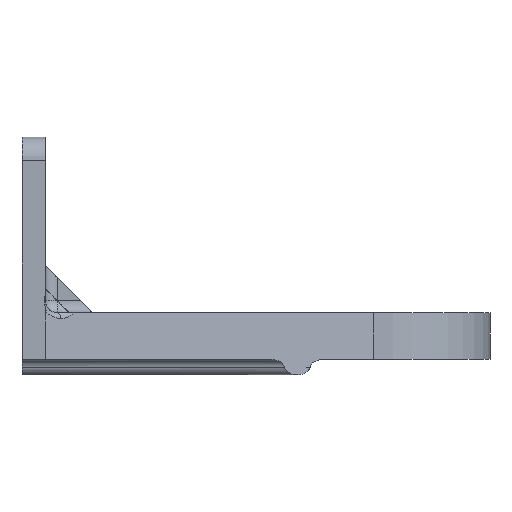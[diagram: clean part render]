
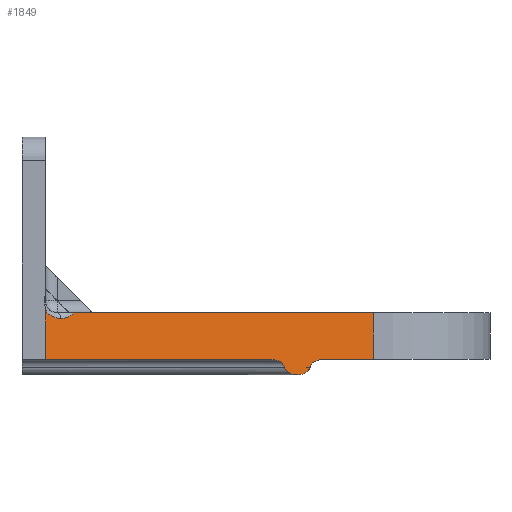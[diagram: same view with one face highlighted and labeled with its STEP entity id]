
A CAD part, left-side view. The second image highlights one B-rep face of the part: STEP entity #1849.
In plain terms, the highlighted planar face has unit normal (-0.814, -0.581, 0).
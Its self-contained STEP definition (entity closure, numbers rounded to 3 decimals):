
#85=PLANE('',#1981);
#119=FACE_OUTER_BOUND('',#233,.T.);
#233=EDGE_LOOP('',(#1258,#1259,#1260,#1261,#1262,#1263,#1264,#1265,#1266,
#1267));
#446=LINE('',#2813,#591);
#447=LINE('',#2815,#592);
#448=LINE('',#2817,#593);
#449=LINE('',#2823,#594);
#450=LINE('',#2824,#595);
#591=VECTOR('',#2235,10.);
#592=VECTOR('',#2236,10.);
#593=VECTOR('',#2237,10.);
#594=VECTOR('',#2242,10.);
#595=VECTOR('',#2243,10.);
#719=ELLIPSE('',#1961,1.376,0.8);
#720=ELLIPSE('',#1980,1.376,0.8);
#721=ELLIPSE('',#1982,1.376,0.8);
#722=ELLIPSE('',#1983,1.843,1.5);
#723=ELLIPSE('',#1984,1.843,1.5);
#751=VERTEX_POINT('',#2739);
#752=VERTEX_POINT('',#2740);
#783=VERTEX_POINT('',#2806);
#784=VERTEX_POINT('',#2810);
#785=VERTEX_POINT('',#2812);
#786=VERTEX_POINT('',#2814);
#787=VERTEX_POINT('',#2816);
#788=VERTEX_POINT('',#2818);
#789=VERTEX_POINT('',#2820);
#790=VERTEX_POINT('',#2822);
#931=EDGE_CURVE('',#751,#752,#719,.T.);
#964=EDGE_CURVE('',#752,#783,#720,.T.);
#966=EDGE_CURVE('',#784,#751,#721,.T.);
#967=EDGE_CURVE('',#785,#784,#446,.T.);
#968=EDGE_CURVE('',#786,#785,#447,.T.);
#969=EDGE_CURVE('',#787,#786,#448,.T.);
#970=EDGE_CURVE('',#788,#787,#722,.T.);
#971=EDGE_CURVE('',#789,#788,#723,.T.);
#972=EDGE_CURVE('',#789,#790,#449,.T.);
#973=EDGE_CURVE('',#783,#790,#450,.T.);
#1258=ORIENTED_EDGE('',*,*,#931,.F.);
#1259=ORIENTED_EDGE('',*,*,#966,.F.);
#1260=ORIENTED_EDGE('',*,*,#967,.F.);
#1261=ORIENTED_EDGE('',*,*,#968,.F.);
#1262=ORIENTED_EDGE('',*,*,#969,.F.);
#1263=ORIENTED_EDGE('',*,*,#970,.F.);
#1264=ORIENTED_EDGE('',*,*,#971,.F.);
#1265=ORIENTED_EDGE('',*,*,#972,.T.);
#1266=ORIENTED_EDGE('',*,*,#973,.F.);
#1267=ORIENTED_EDGE('',*,*,#964,.F.);
#1849=ADVANCED_FACE('',(#119),#85,.T.);
#1961=AXIS2_PLACEMENT_3D('',#2741,#2174,#2175);
#1980=AXIS2_PLACEMENT_3D('',#2807,#2228,#2229);
#1981=AXIS2_PLACEMENT_3D('',#2809,#2231,#2232);
#1982=AXIS2_PLACEMENT_3D('',#2811,#2233,#2234);
#1983=AXIS2_PLACEMENT_3D('',#2819,#2238,#2239);
#1984=AXIS2_PLACEMENT_3D('',#2821,#2240,#2241);
#2174=DIRECTION('center_axis',(0.814,0.581,0.));
#2175=DIRECTION('ref_axis',(-0.581,0.814,0.));
#2228=DIRECTION('center_axis',(-0.814,-0.581,0.));
#2229=DIRECTION('ref_axis',(0.581,-0.814,0.));
#2231=DIRECTION('center_axis',(-0.814,-0.581,0.));
#2232=DIRECTION('ref_axis',(-0.581,0.814,0.));
#2233=DIRECTION('center_axis',(-0.814,-0.581,0.));
#2234=DIRECTION('ref_axis',(-0.581,0.814,0.));
#2235=DIRECTION('',(-0.581,0.814,0.));
#2236=DIRECTION('',(0.,0.,-1.));
#2237=DIRECTION('',(0.581,-0.814,0.));
#2238=DIRECTION('center_axis',(-0.814,-0.581,0.));
#2239=DIRECTION('ref_axis',(-0.581,0.814,0.));
#2240=DIRECTION('center_axis',(-0.814,-0.581,0.));
#2241=DIRECTION('ref_axis',(-0.581,0.814,0.));
#2242=DIRECTION('',(0.,0.,-1.));
#2243=DIRECTION('',(-0.581,0.814,0.));
#2739=CARTESIAN_POINT('',(18.993,3.977,-4.659));
#2740=CARTESIAN_POINT('',(17.418,6.182,-4.659));
#2741=CARTESIAN_POINT('Origin',(18.206,5.08,-4.519));
#2806=CARTESIAN_POINT('',(16.631,7.285,-4.));
#2807=CARTESIAN_POINT('Origin',(16.631,7.285,-4.8));
#2809=CARTESIAN_POINT('Origin',(22.832,-1.397,0.));
#2810=CARTESIAN_POINT('',(19.781,2.874,-4.));
#2811=CARTESIAN_POINT('Origin',(19.781,2.874,-4.8));
#2812=CARTESIAN_POINT('',(22.832,-1.397,-4.));
#2813=CARTESIAN_POINT('',(22.157,-0.451,-4.));
#2814=CARTESIAN_POINT('',(22.832,-1.397,0.));
#2815=CARTESIAN_POINT('',(22.832,-1.397,0.));
#2816=CARTESIAN_POINT('',(4.553,24.194,0.));
#2817=CARTESIAN_POINT('',(22.157,-0.451,0.));
#2818=CARTESIAN_POINT('',(3.754,25.312,-0.5));
#2819=CARTESIAN_POINT('Origin',(3.754,25.312,1.));
#2820=CARTESIAN_POINT('',(2.832,26.603,0.236));
#2821=CARTESIAN_POINT('Origin',(3.754,25.312,1.));
#2822=CARTESIAN_POINT('',(2.832,26.603,-4.));
#2823=CARTESIAN_POINT('',(2.832,26.603,-3.));
#2824=CARTESIAN_POINT('',(22.157,-0.451,-4.));
